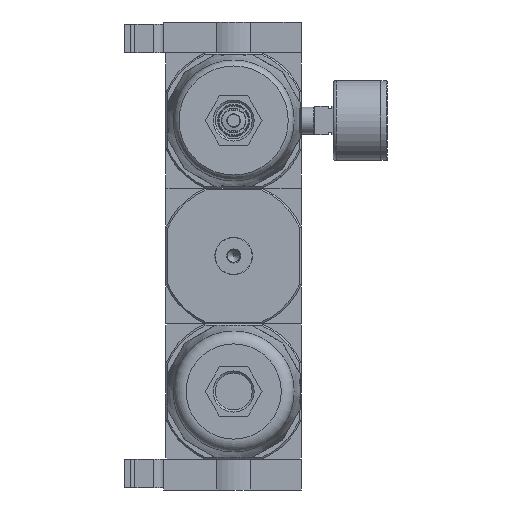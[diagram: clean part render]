
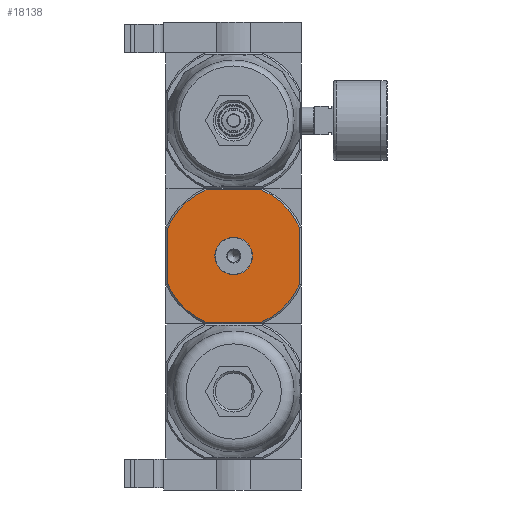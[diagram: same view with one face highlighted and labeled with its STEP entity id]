
A CAD part, front view. The second image highlights one B-rep face of the part: STEP entity #18138.
In plain terms, the highlighted planar face has unit normal (0, -1, 0).
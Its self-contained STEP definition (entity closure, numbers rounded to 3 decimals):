
#1687=CIRCLE('',#25500,6.579);
#1688=CIRCLE('',#25501,34.9);
#1689=CIRCLE('',#25502,34.9);
#1690=CIRCLE('',#25503,34.9);
#1691=CIRCLE('',#25504,34.9);
#4842=ORIENTED_EDGE('',*,*,#8626,.F.);
#4843=ORIENTED_EDGE('',*,*,#8627,.T.);
#4844=ORIENTED_EDGE('',*,*,#8628,.F.);
#4845=ORIENTED_EDGE('',*,*,#8622,.T.);
#4846=ORIENTED_EDGE('',*,*,#8629,.F.);
#4847=ORIENTED_EDGE('',*,*,#8630,.F.);
#4848=ORIENTED_EDGE('',*,*,#8631,.F.);
#4849=ORIENTED_EDGE('',*,*,#8632,.F.);
#4850=ORIENTED_EDGE('',*,*,#8633,.F.);
#8622=EDGE_CURVE('',#10788,#10789,#12236,.T.);
#8626=EDGE_CURVE('',#10792,#10792,#1687,.T.);
#8627=EDGE_CURVE('',#10793,#10794,#12238,.T.);
#8628=EDGE_CURVE('',#10788,#10794,#1688,.T.);
#8629=EDGE_CURVE('',#10795,#10789,#1689,.T.);
#8630=EDGE_CURVE('',#10796,#10795,#12239,.T.);
#8631=EDGE_CURVE('',#10797,#10796,#1690,.T.);
#8632=EDGE_CURVE('',#10798,#10797,#12240,.T.);
#8633=EDGE_CURVE('',#10793,#10798,#1691,.T.);
#10788=VERTEX_POINT('',#35602);
#10789=VERTEX_POINT('',#35603);
#10792=VERTEX_POINT('',#35617);
#10793=VERTEX_POINT('',#35619);
#10794=VERTEX_POINT('',#35620);
#10795=VERTEX_POINT('',#35623);
#10796=VERTEX_POINT('',#35625);
#10797=VERTEX_POINT('',#35627);
#10798=VERTEX_POINT('',#35629);
#12236=LINE('',#35601,#13430);
#12238=LINE('',#35618,#13432);
#12239=LINE('',#35624,#13433);
#12240=LINE('',#35628,#13434);
#13430=VECTOR('',#29442,1000.);
#13432=VECTOR('',#29448,1000.);
#13433=VECTOR('',#29453,1000.);
#13434=VECTOR('',#29456,1000.);
#14784=EDGE_LOOP('',(#4842));
#14785=EDGE_LOOP('',(#4843,#4844,#4845,#4846,#4847,#4848,#4849,#4850));
#16293=FACE_BOUND('',#14784,.T.);
#16294=FACE_BOUND('',#14785,.T.);
#17289=PLANE('',#25499);
#18138=ADVANCED_FACE('',(#16293,#16294),#17289,.F.);
#25499=AXIS2_PLACEMENT_3D('',#35615,#29444,#29445);
#25500=AXIS2_PLACEMENT_3D('',#35616,#29446,#29447);
#25501=AXIS2_PLACEMENT_3D('',#35621,#29449,#29450);
#25502=AXIS2_PLACEMENT_3D('',#35622,#29451,#29452);
#25503=AXIS2_PLACEMENT_3D('',#35626,#29454,#29455);
#25504=AXIS2_PLACEMENT_3D('',#35630,#29457,#29458);
#29442=DIRECTION('',(0.,0.,-1.));
#29444=DIRECTION('',(0.,1.,0.));
#29445=DIRECTION('',(0.,0.,1.));
#29446=DIRECTION('',(0.,-1.,0.));
#29447=DIRECTION('',(0.,0.,-1.));
#29448=DIRECTION('',(-1.,0.,0.));
#29449=DIRECTION('',(0.,1.,0.));
#29450=DIRECTION('',(-1.,0.,0.));
#29451=DIRECTION('',(0.,1.,0.));
#29452=DIRECTION('',(-1.,0.,0.));
#29453=DIRECTION('',(-1.,0.,0.));
#29454=DIRECTION('',(0.,1.,0.));
#29455=DIRECTION('',(-1.,0.,0.));
#29456=DIRECTION('',(0.,0.,-1.));
#29457=DIRECTION('',(0.,1.,0.));
#29458=DIRECTION('',(-1.,0.,0.));
#35601=CARTESIAN_POINT('',(-32.2,-33.,33.));
#35602=CARTESIAN_POINT('',(-32.2,-33.,13.46));
#35603=CARTESIAN_POINT('',(-32.2,-33.,-13.46));
#35615=CARTESIAN_POINT('',(-32.2,-33.,33.));
#35616=CARTESIAN_POINT('',(0.,-33.,0.));
#35617=CARTESIAN_POINT('',(0.,-33.,-6.579));
#35618=CARTESIAN_POINT('',(33.,-33.,32.2));
#35619=CARTESIAN_POINT('',(13.46,-33.,32.2));
#35620=CARTESIAN_POINT('',(-13.46,-33.,32.2));
#35621=CARTESIAN_POINT('',(0.,-33.,0.));
#35622=CARTESIAN_POINT('',(0.,-33.,0.));
#35623=CARTESIAN_POINT('',(-13.46,-33.,-32.2));
#35624=CARTESIAN_POINT('',(33.,-33.,-32.2));
#35625=CARTESIAN_POINT('',(13.46,-33.,-32.2));
#35626=CARTESIAN_POINT('',(0.,-33.,0.));
#35627=CARTESIAN_POINT('',(32.2,-33.,-13.46));
#35628=CARTESIAN_POINT('',(32.2,-33.,33.));
#35629=CARTESIAN_POINT('',(32.2,-33.,13.46));
#35630=CARTESIAN_POINT('',(0.,-33.,0.));
